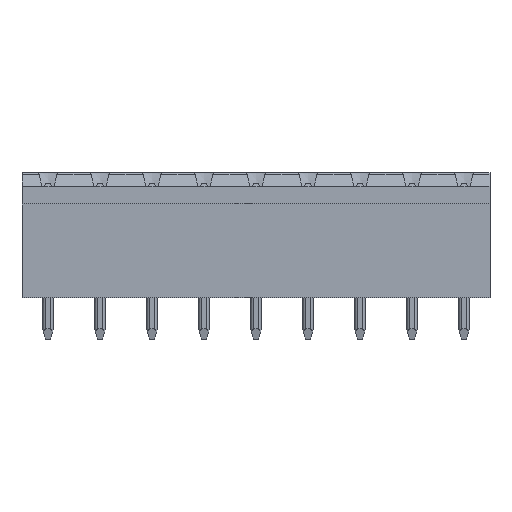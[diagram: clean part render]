
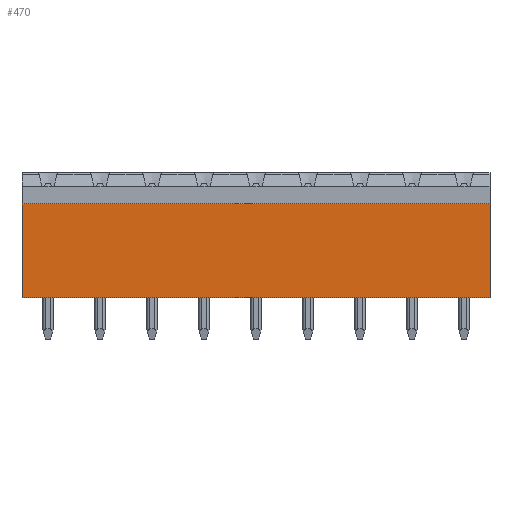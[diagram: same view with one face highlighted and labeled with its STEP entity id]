
A CAD part, front view. The second image highlights one B-rep face of the part: STEP entity #470.
In plain terms, the highlighted planar face has unit normal (0, -1, -0.022).
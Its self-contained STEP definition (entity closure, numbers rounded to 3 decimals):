
#470=ADVANCED_FACE('',(#1097),#830,.F.);
#830=PLANE('',#6961);
#1097=FACE_OUTER_BOUND('',#1466,.T.);
#1466=EDGE_LOOP('',(#2235,#2236,#2237,#2238));
#2235=ORIENTED_EDGE('',*,*,#4795,.F.);
#2236=ORIENTED_EDGE('',*,*,#4796,.T.);
#2237=ORIENTED_EDGE('',*,*,#4792,.F.);
#2238=ORIENTED_EDGE('',*,*,#4797,.T.);
#4099=VERTEX_POINT('',#10054);
#4100=VERTEX_POINT('',#10055);
#4101=VERTEX_POINT('',#10060);
#4102=VERTEX_POINT('',#10061);
#4792=EDGE_CURVE('',#4099,#4100,#5678,.T.);
#4795=EDGE_CURVE('',#4101,#4102,#5681,.T.);
#4796=EDGE_CURVE('',#4101,#4100,#5682,.T.);
#4797=EDGE_CURVE('',#4099,#4102,#5683,.T.);
#5678=LINE('',#10053,#6319);
#5681=LINE('',#10059,#6322);
#5682=LINE('',#10062,#6323);
#5683=LINE('',#10063,#6324);
#6319=VECTOR('',#7890,1.);
#6322=VECTOR('',#7895,1.);
#6323=VECTOR('',#7896,1.);
#6324=VECTOR('',#7897,1.);
#6961=AXIS2_PLACEMENT_3D('',#10064,#7898,#7899);
#7890=DIRECTION('',(1.,0.,0.));
#7895=DIRECTION('',(-1.,0.,0.));
#7896=DIRECTION('',(0.,-0.022,1.));
#7897=DIRECTION('',(0.,0.022,-1.));
#7898=DIRECTION('',(0.,1.,0.022));
#7899=DIRECTION('',(0.,0.022,-1.));
#10053=CARTESIAN_POINT('',(0.,0.8,-3.));
#10054=CARTESIAN_POINT('',(0.,0.8,-3.));
#10055=CARTESIAN_POINT('',(45.,0.8,-3.));
#10059=CARTESIAN_POINT('',(25.,1.,-12.));
#10060=CARTESIAN_POINT('',(45.,1.,-12.));
#10061=CARTESIAN_POINT('',(0.,1.,-12.));
#10062=CARTESIAN_POINT('',(45.,0.9,-7.5));
#10063=CARTESIAN_POINT('',(0.,0.8,-3.));
#10064=CARTESIAN_POINT('',(22.5,0.9,-7.5));
